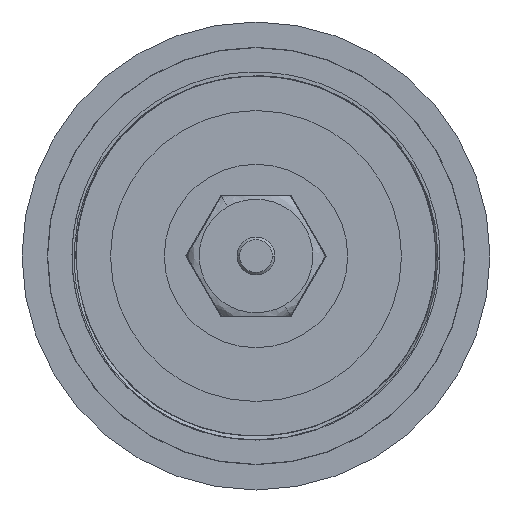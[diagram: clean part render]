
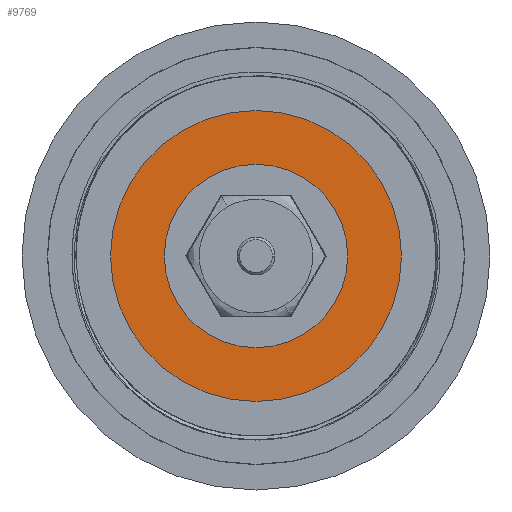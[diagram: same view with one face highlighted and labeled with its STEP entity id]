
A CAD part, front view. The second image highlights one B-rep face of the part: STEP entity #9769.
In plain terms, the highlighted planar face has unit normal (0, -1, 0).
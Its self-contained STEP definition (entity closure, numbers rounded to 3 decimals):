
#548 = AXIS2_PLACEMENT_3D ( 'NONE', #7003, #8994, #2204 ) ;
#1000 = ORIENTED_EDGE ( 'NONE', *, *, #7297, .T. ) ;
#1067 = DIRECTION ( 'NONE',  ( 0., 0., 1. ) ) ;
#1149 = DIRECTION ( 'NONE',  ( 0., 1., 0. ) ) ;
#1603 = EDGE_CURVE ( 'NONE', #12583, #2476, #9308, .T. ) ;
#1655 = CARTESIAN_POINT ( 'NONE',  ( 0., 14., 0. ) ) ;
#2181 = AXIS2_PLACEMENT_3D ( 'NONE', #5025, #8920, #11846 ) ;
#2190 = ORIENTED_EDGE ( 'NONE', *, *, #6063, .T. ) ;
#2204 = DIRECTION ( 'NONE',  ( 0., 0., 1. ) ) ;
#2268 = CARTESIAN_POINT ( 'NONE',  ( 0., 14., -7.25 ) ) ;
#2326 = FACE_BOUND ( 'NONE', #10296, .T. ) ;
#2476 = VERTEX_POINT ( 'NONE', #2268 ) ;
#2509 = AXIS2_PLACEMENT_3D ( 'NONE', #4091, #1149, #1067 ) ;
#2631 = VERTEX_POINT ( 'NONE', #4826 ) ;
#2837 = AXIS2_PLACEMENT_3D ( 'NONE', #8167, #10120, #5084 ) ;
#4091 = CARTESIAN_POINT ( 'NONE',  ( 0., 14., 0. ) ) ;
#4466 = DIRECTION ( 'NONE',  ( 0., 0., -1. ) ) ;
#4826 = CARTESIAN_POINT ( 'NONE',  ( 0., 14., 11.5 ) ) ;
#5025 = CARTESIAN_POINT ( 'NONE',  ( 0., 14., 0. ) ) ;
#5084 = DIRECTION ( 'NONE',  ( 0., 0., 1. ) ) ;
#5977 = ORIENTED_EDGE ( 'NONE', *, *, #11514, .F. ) ;
#6063 = EDGE_CURVE ( 'NONE', #9706, #2631, #12518, .T. ) ;
#6533 = DIRECTION ( 'NONE',  ( 0., -1., 0. ) ) ;
#6806 = EDGE_LOOP ( 'NONE', ( #2190, #1000 ) ) ;
#6896 = PLANE ( 'NONE',  #2509 ) ;
#7003 = CARTESIAN_POINT ( 'NONE',  ( 0., 14., 0. ) ) ;
#7297 = EDGE_CURVE ( 'NONE', #2631, #9706, #10921, .T. ) ;
#7327 = ORIENTED_EDGE ( 'NONE', *, *, #1603, .F. ) ;
#7810 = CIRCLE ( 'NONE', #2837, 7.25 ) ;
#8167 = CARTESIAN_POINT ( 'NONE',  ( 0., 14., 0. ) ) ;
#8669 = CARTESIAN_POINT ( 'NONE',  ( 0., 14., -11.5 ) ) ;
#8689 = CARTESIAN_POINT ( 'NONE',  ( 0., 14., 7.25 ) ) ;
#8920 = DIRECTION ( 'NONE',  ( 0., -1., 0. ) ) ;
#8994 = DIRECTION ( 'NONE',  ( 0., -1., 0. ) ) ;
#9308 = CIRCLE ( 'NONE', #548, 7.25 ) ;
#9501 = FACE_OUTER_BOUND ( 'NONE', #6806, .T. ) ;
#9706 = VERTEX_POINT ( 'NONE', #8669 ) ;
#9769 = ADVANCED_FACE ( 'NONE', ( #9501, #2326 ), #6896, .F. ) ;
#10120 = DIRECTION ( 'NONE',  ( 0., -1., 0. ) ) ;
#10296 = EDGE_LOOP ( 'NONE', ( #7327, #5977 ) ) ;
#10750 = AXIS2_PLACEMENT_3D ( 'NONE', #1655, #6533, #4466 ) ;
#10921 = CIRCLE ( 'NONE', #2181, 11.5 ) ;
#11514 = EDGE_CURVE ( 'NONE', #2476, #12583, #7810, .T. ) ;
#11846 = DIRECTION ( 'NONE',  ( 0., 0., -1. ) ) ;
#12518 = CIRCLE ( 'NONE', #10750, 11.5 ) ;
#12583 = VERTEX_POINT ( 'NONE', #8689 ) ;
